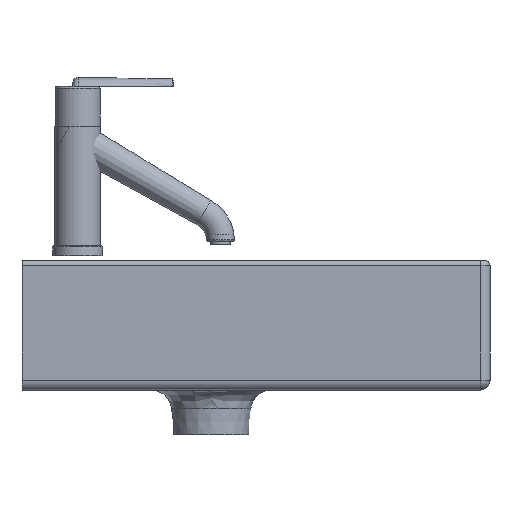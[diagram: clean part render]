
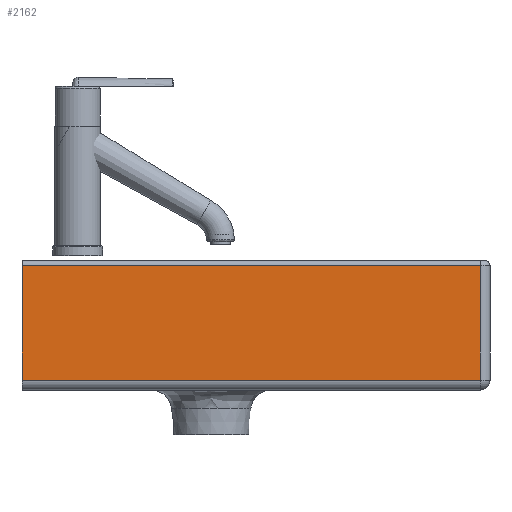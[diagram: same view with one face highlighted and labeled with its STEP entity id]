
A CAD part, left-side view. The second image highlights one B-rep face of the part: STEP entity #2162.
In plain terms, the highlighted planar face has unit normal (-1, 0, 0).
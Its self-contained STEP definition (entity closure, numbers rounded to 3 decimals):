
#2031=CARTESIAN_POINT('',(-131.843,-3.821,125.0));
#2032=VERTEX_POINT('',#2031);
#2055=CARTESIAN_POINT('',(-131.843,-3.821,10.0));
#2056=VERTEX_POINT('',#2055);
#2073=CARTESIAN_POINT('',(-131.843,-3.821,125.0));
#2074=DIRECTION('',(0.0,0.0,-1.0));
#2075=VECTOR('',#2074,115.0);
#2076=LINE('',#2073,#2075);
#2077=EDGE_CURVE('',#2032,#2056,#2076,.T.);
#2113=CARTESIAN_POINT('',(-131.843,456.179,10.0));
#2114=VERTEX_POINT('',#2113);
#2115=CARTESIAN_POINT('',(-131.843,-3.821,10.0));
#2116=DIRECTION('',(0.0,1.0,0.0));
#2117=VECTOR('',#2116,460.);
#2118=LINE('',#2115,#2117);
#2119=EDGE_CURVE('',#2056,#2114,#2118,.T.);
#2139=CARTESIAN_POINT('',(-131.843,-13.821,0.0));
#2140=DIRECTION('',(-1.0,0.0,0.0));
#2141=DIRECTION('',(0.0,0.0,1.0));
#2142=AXIS2_PLACEMENT_3D('',#2139,#2140,#2141);
#2143=PLANE('',#2142);
#2144=ORIENTED_EDGE('',*,*,#2077,.F.);
#2145=CARTESIAN_POINT('',(-131.843,456.179,125.0));
#2146=VERTEX_POINT('',#2145);
#2147=CARTESIAN_POINT('',(-131.843,456.179,125.0));
#2148=DIRECTION('',(0.0,-1.0,0.0));
#2149=VECTOR('',#2148,460.);
#2150=LINE('',#2147,#2149);
#2151=EDGE_CURVE('',#2146,#2032,#2150,.T.);
#2152=ORIENTED_EDGE('',*,*,#2151,.F.);
#2153=CARTESIAN_POINT('',(-131.843,456.179,10.0));
#2154=DIRECTION('',(0.0,0.0,1.0));
#2155=VECTOR('',#2154,115.0);
#2156=LINE('',#2153,#2155);
#2157=EDGE_CURVE('',#2114,#2146,#2156,.T.);
#2158=ORIENTED_EDGE('',*,*,#2157,.F.);
#2159=ORIENTED_EDGE('',*,*,#2119,.F.);
#2160=EDGE_LOOP('',(#2144,#2152,#2158,#2159));
#2161=FACE_OUTER_BOUND('',#2160,.T.);
#2162=ADVANCED_FACE('',(#2161),#2143,.T.);
